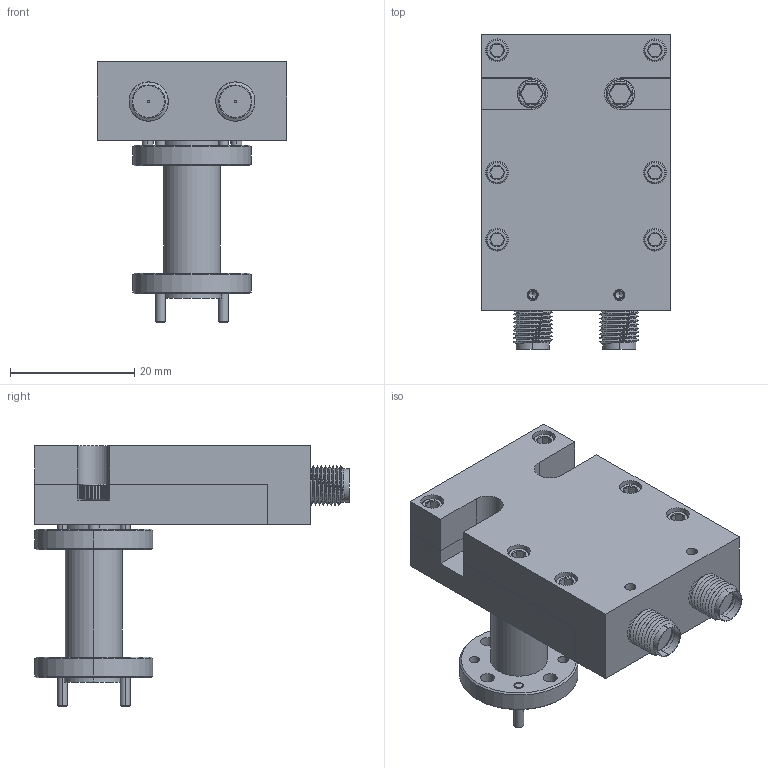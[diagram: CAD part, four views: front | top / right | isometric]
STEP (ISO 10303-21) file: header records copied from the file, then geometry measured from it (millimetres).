
FILE_DESCRIPTION (( 'STEP AP203' ), '1' );
FILE_NAME ('SFH-10SFSF-A3.STEP', '2018-10-23T23:49:27', ( '' ), ( '' ), 'SwSTEP 2.0', 'SolidWorks 2016', '' );
FILE_SCHEMA (( 'CONFIG_CONTROL_DESIGN' ));
Products named in the file (1): SFH-10SFSF-A3
Bounding box: 30.48 x 50.67 x 41.97 mm (x, y, z)
Volume: 19452.4 mm3; surface area: 12677.5 mm2
Topology: 23 solids, 23 shells, 1409 faces, 3654 edges, 2311 vertices
Faces by surface type: cylinder 734, plane 381, cone 270, bspline 20, torus 4
Entity records: 55525 total; most frequent: CARTESIAN_POINT 24267, ORIENTED_EDGE 7232, DIRECTION 5768, EDGE_CURVE 3616, VERTEX_POINT 2311, AXIS2_PLACEMENT_3D 2198, EDGE_LOOP 1527, FACE_OUTER_BOUND 1409
